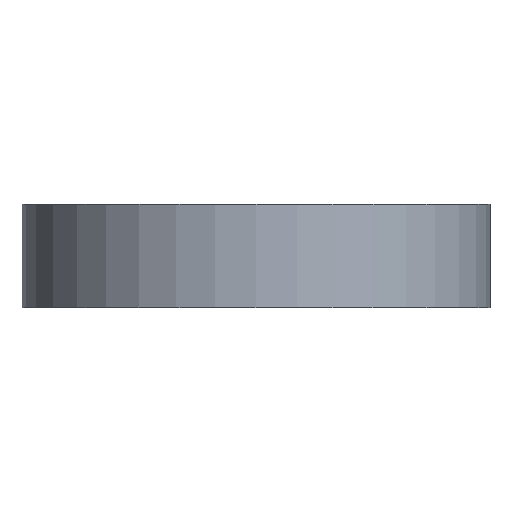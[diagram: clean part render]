
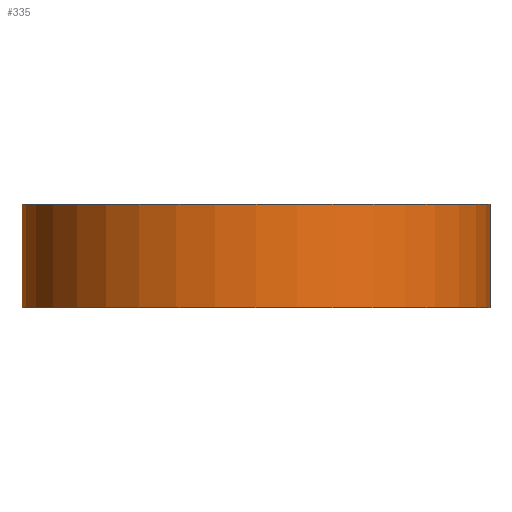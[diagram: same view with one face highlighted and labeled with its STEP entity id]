
A CAD part, front view. The second image highlights one B-rep face of the part: STEP entity #335.
In plain terms, the highlighted cylindrical face has radius 15.9 mm (diameter 31.8 mm), a partial arc.
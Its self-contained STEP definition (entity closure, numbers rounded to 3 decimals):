
#10 = FACE_OUTER_BOUND ( 'NONE', #519, .T. ) ;
#21 = DIRECTION ( 'NONE',  ( 0., 0., -1. ) ) ;
#29 = CIRCLE ( 'NONE', #374, 15.9 ) ;
#30 = VERTEX_POINT ( 'NONE', #433 ) ;
#51 = DIRECTION ( 'NONE',  ( 0., 0., -1. ) ) ;
#52 = CARTESIAN_POINT ( 'NONE',  ( 0., 0., 54. ) ) ;
#53 = CARTESIAN_POINT ( 'NONE',  ( 0., 0., -3.5 ) ) ;
#54 = DIRECTION ( 'NONE',  ( 0., 0., -1. ) ) ;
#55 = VERTEX_POINT ( 'NONE', #316 ) ;
#63 = AXIS2_PLACEMENT_3D ( 'NONE', #315, #215, #118 ) ;
#94 = VECTOR ( 'NONE', #21, 1000. ) ;
#118 = DIRECTION ( 'NONE',  ( -1., 0., 0. ) ) ;
#143 = CARTESIAN_POINT ( 'NONE',  ( 15.9, 0., 54. ) ) ;
#177 = ORIENTED_EDGE ( 'NONE', *, *, #362, .F. ) ;
#197 = VERTEX_POINT ( 'NONE', #558 ) ;
#204 = ORIENTED_EDGE ( 'NONE', *, *, #310, .F. ) ;
#215 = DIRECTION ( 'NONE',  ( 0., 0., 1. ) ) ;
#220 = LINE ( 'NONE', #254, #94 ) ;
#239 = AXIS2_PLACEMENT_3D ( 'NONE', #52, #54, #563 ) ;
#254 = CARTESIAN_POINT ( 'NONE',  ( -15.9, 0., 54. ) ) ;
#289 = VECTOR ( 'NONE', #51, 1000. ) ;
#310 = EDGE_CURVE ( 'NONE', #55, #197, #29, .T. ) ;
#315 = CARTESIAN_POINT ( 'NONE',  ( 0., 0., 3.5 ) ) ;
#316 = CARTESIAN_POINT ( 'NONE',  ( 15.9, 0., -3.5 ) ) ;
#327 = CYLINDRICAL_SURFACE ( 'NONE', #239, 15.9 ) ;
#335 = ADVANCED_FACE ( 'NONE', ( #10 ), #327, .T. ) ;
#362 = EDGE_CURVE ( 'NONE', #30, #55, #536, .T. ) ;
#371 = VERTEX_POINT ( 'NONE', #375 ) ;
#373 = DIRECTION ( 'NONE',  ( 0., 0., -1. ) ) ;
#374 = AXIS2_PLACEMENT_3D ( 'NONE', #53, #373, #421 ) ;
#375 = CARTESIAN_POINT ( 'NONE',  ( -15.9, 0., 3.5 ) ) ;
#421 = DIRECTION ( 'NONE',  ( -1., 0., 0. ) ) ;
#433 = CARTESIAN_POINT ( 'NONE',  ( 15.9, 0., 3.5 ) ) ;
#466 = CIRCLE ( 'NONE', #63, 15.9 ) ;
#519 = EDGE_LOOP ( 'NONE', ( #177, #542, #525, #204 ) ) ;
#525 = ORIENTED_EDGE ( 'NONE', *, *, #553, .T. ) ;
#536 = LINE ( 'NONE', #143, #289 ) ;
#542 = ORIENTED_EDGE ( 'NONE', *, *, #582, .F. ) ;
#553 = EDGE_CURVE ( 'NONE', #371, #197, #220, .T. ) ;
#558 = CARTESIAN_POINT ( 'NONE',  ( -15.9, 0., -3.5 ) ) ;
#563 = DIRECTION ( 'NONE',  ( -1., 0., 0. ) ) ;
#582 = EDGE_CURVE ( 'NONE', #371, #30, #466, .T. ) ;
